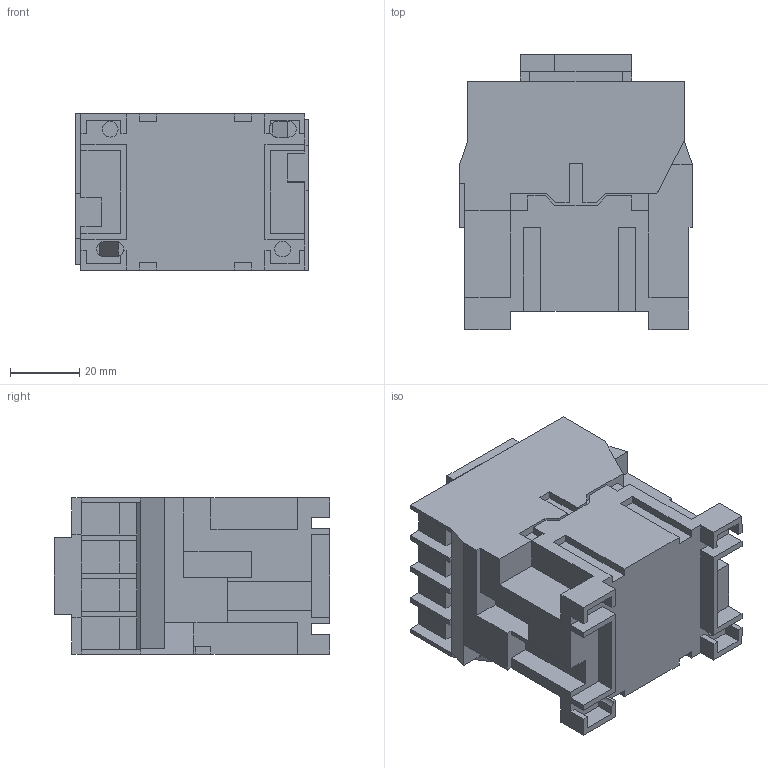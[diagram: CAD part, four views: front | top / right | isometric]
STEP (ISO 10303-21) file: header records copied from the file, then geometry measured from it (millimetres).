
FILE_DESCRIPTION (( 'STEP AP214' ), '1' );
FILE_NAME ('ﾏﾌﾋ-1101-10ﾀ-220ﾀﾑ-ﾓﾕﾋ4-ﾁ-ﾊﾝﾀﾇ.STEP', '2016-07-06T10:50:03', ( '' ), ( '' ), 'SwSTEP 2.0', 'SolidWorks 2012', '' );
FILE_SCHEMA (( 'AUTOMOTIVE_DESIGN' ));
Length unit declared in the file: millimetre
Products named in the file (1): ﾏﾌﾋ-1101-10ﾀ-220ﾀﾑ-ﾓﾕﾋ4-ﾁ-ﾊﾝﾀﾇ
Bounding box: 67 x 79.3 x 45 mm (x, y, z)
Volume: 172529.1 mm3; surface area: 31998.8 mm2
Topology: 2 solids, 2 shells, 283 faces, 797 edges, 524 vertices
Faces by surface type: plane 257, cylinder 26
Entity records: 12143 total; most frequent: CARTESIAN_POINT 1605, ORIENTED_EDGE 1594, DIRECTION 1421, EDGE_CURVE 797, LINE 741, VECTOR 741, VERTEX_POINT 524, AXIS2_PLACEMENT_3D 340
